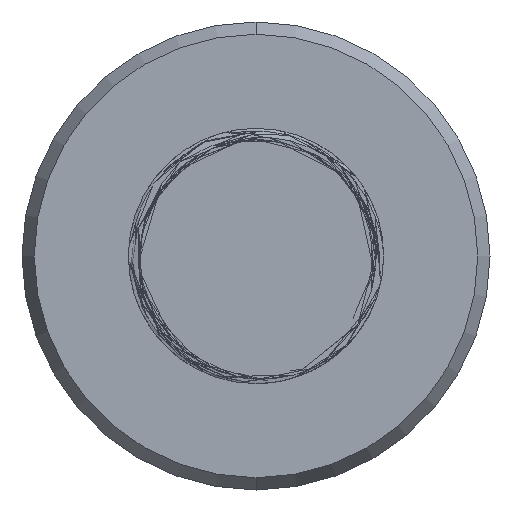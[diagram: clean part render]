
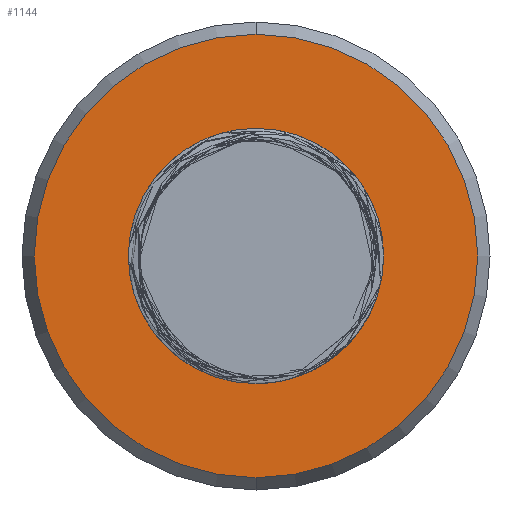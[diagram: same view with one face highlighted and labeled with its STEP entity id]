
A CAD part, front view. The second image highlights one B-rep face of the part: STEP entity #1144.
In plain terms, the highlighted planar face has unit normal (0, -1, 0).
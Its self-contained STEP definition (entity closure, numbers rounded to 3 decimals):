
#440 = DIRECTION ( 'NONE',  ( 0., 0., -1. ) ) ;
#960 = DIRECTION ( 'NONE',  ( 0., -1., 0. ) ) ;
#1015 = DIRECTION ( 'NONE',  ( 0., -1., 0. ) ) ;
#1144 = ADVANCED_FACE ( 'NONE', ( #6109, #2346 ), #12148, .F. ) ;
#1876 = DIRECTION ( 'NONE',  ( 0., -1., 0. ) ) ;
#2000 = ORIENTED_EDGE ( 'NONE', *, *, #9393, .T. ) ;
#2112 = ORIENTED_EDGE ( 'NONE', *, *, #8079, .F. ) ;
#2178 = VERTEX_POINT ( 'NONE', #5134 ) ;
#2189 = DIRECTION ( 'NONE',  ( 0., 1., 0. ) ) ;
#2346 = FACE_OUTER_BOUND ( 'NONE', #17429, .T. ) ;
#2824 = AXIS2_PLACEMENT_3D ( 'NONE', #8110, #6871, #18211 ) ;
#5134 = CARTESIAN_POINT ( 'NONE',  ( 0., 0., 2.606 ) ) ;
#6109 = FACE_BOUND ( 'NONE', #13299, .T. ) ;
#6279 = CARTESIAN_POINT ( 'NONE',  ( 0., 0., 0. ) ) ;
#6871 = DIRECTION ( 'NONE',  ( 0., -1., 0. ) ) ;
#7008 = CIRCLE ( 'NONE', #12868, 1.5 ) ;
#7615 = EDGE_CURVE ( 'NONE', #17661, #2178, #9903, .T. ) ;
#7738 = CIRCLE ( 'NONE', #2824, 2.606 ) ;
#7798 = CARTESIAN_POINT ( 'NONE',  ( 0., 0., -2.606 ) ) ;
#8079 = EDGE_CURVE ( 'NONE', #17891, #14075, #15297, .T. ) ;
#8110 = CARTESIAN_POINT ( 'NONE',  ( 0., 0., 0. ) ) ;
#8401 = CARTESIAN_POINT ( 'NONE',  ( 0., 0., -1.5 ) ) ;
#8672 = ORIENTED_EDGE ( 'NONE', *, *, #7615, .T. ) ;
#9105 = AXIS2_PLACEMENT_3D ( 'NONE', #9472, #960, #10883 ) ;
#9374 = DIRECTION ( 'NONE',  ( 0., 0., 1. ) ) ;
#9393 = EDGE_CURVE ( 'NONE', #2178, #17661, #7738, .T. ) ;
#9472 = CARTESIAN_POINT ( 'NONE',  ( 0., 0., 0. ) ) ;
#9903 = CIRCLE ( 'NONE', #9105, 2.606 ) ;
#10883 = DIRECTION ( 'NONE',  ( 0., 0., -1. ) ) ;
#12148 = PLANE ( 'NONE',  #17084 ) ;
#12868 = AXIS2_PLACEMENT_3D ( 'NONE', #16497, #1015, #17905 ) ;
#13299 = EDGE_LOOP ( 'NONE', ( #2112, #14178 ) ) ;
#13457 = CARTESIAN_POINT ( 'NONE',  ( 0., 0., 2.606 ) ) ;
#14075 = VERTEX_POINT ( 'NONE', #15025 ) ;
#14178 = ORIENTED_EDGE ( 'NONE', *, *, #15797, .F. ) ;
#15025 = CARTESIAN_POINT ( 'NONE',  ( 0., 0., 1.5 ) ) ;
#15297 = CIRCLE ( 'NONE', #17121, 1.5 ) ;
#15797 = EDGE_CURVE ( 'NONE', #14075, #17891, #7008, .T. ) ;
#16497 = CARTESIAN_POINT ( 'NONE',  ( 0., 0., 0. ) ) ;
#17084 = AXIS2_PLACEMENT_3D ( 'NONE', #13457, #2189, #9374 ) ;
#17121 = AXIS2_PLACEMENT_3D ( 'NONE', #6279, #1876, #440 ) ;
#17429 = EDGE_LOOP ( 'NONE', ( #2000, #8672 ) ) ;
#17661 = VERTEX_POINT ( 'NONE', #7798 ) ;
#17891 = VERTEX_POINT ( 'NONE', #8401 ) ;
#17905 = DIRECTION ( 'NONE',  ( 0., 0., -1. ) ) ;
#18211 = DIRECTION ( 'NONE',  ( 0., 0., -1. ) ) ;
